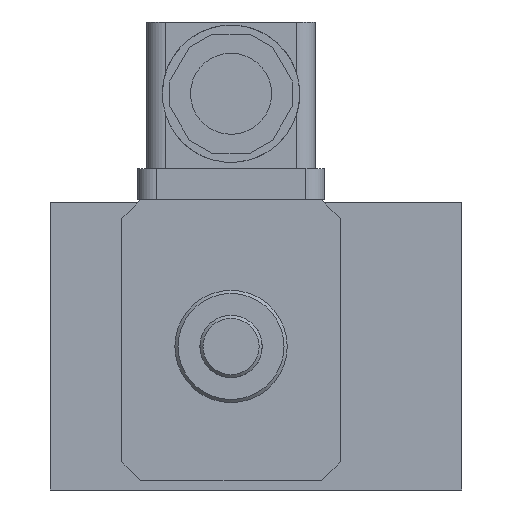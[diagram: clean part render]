
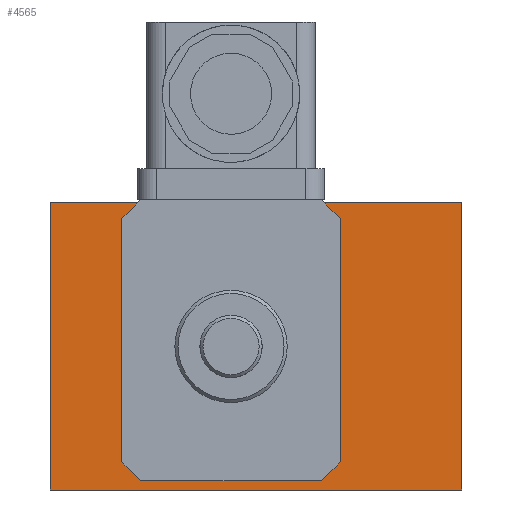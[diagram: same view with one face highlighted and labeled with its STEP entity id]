
A CAD part, left-side view. The second image highlights one B-rep face of the part: STEP entity #4565.
In plain terms, the highlighted planar face has unit normal (-1, 0, 0).
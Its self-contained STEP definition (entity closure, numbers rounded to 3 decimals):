
#50=CIRCLE('',#4771,14.);
#362=FACE_BOUND('',#1053,.T.);
#484=PLANE('',#4842);
#731=FACE_OUTER_BOUND('',#1052,.T.);
#1052=EDGE_LOOP('',(#3987,#3988,#3989,#3990));
#1053=EDGE_LOOP('',(#3991));
#1414=LINE('',#7438,#1790);
#1432=LINE('',#7886,#1808);
#1434=LINE('',#7889,#1810);
#1436=LINE('',#7892,#1812);
#1790=VECTOR('',#5346,66.);
#1808=VECTOR('',#5592,66.);
#1810=VECTOR('',#5596,46.);
#1812=VECTOR('',#5600,46.);
#2300=VERTEX_POINT('',#7435);
#2301=VERTEX_POINT('',#7437);
#2344=VERTEX_POINT('',#7773);
#2383=VERTEX_POINT('',#7883);
#2384=VERTEX_POINT('',#7885);
#2848=EDGE_CURVE('',#2300,#2301,#1414,.T.);
#2905=EDGE_CURVE('',#2344,#2344,#50,.T.);
#2947=EDGE_CURVE('',#2383,#2384,#1432,.T.);
#2949=EDGE_CURVE('',#2301,#2383,#1434,.T.);
#2951=EDGE_CURVE('',#2300,#2384,#1436,.T.);
#3987=ORIENTED_EDGE('',*,*,#2951,.T.);
#3988=ORIENTED_EDGE('',*,*,#2947,.F.);
#3989=ORIENTED_EDGE('',*,*,#2949,.F.);
#3990=ORIENTED_EDGE('',*,*,#2848,.F.);
#3991=ORIENTED_EDGE('',*,*,#2905,.T.);
#4565=ADVANCED_FACE('',(#731,#362),#484,.F.);
#4771=AXIS2_PLACEMENT_3D('',#7774,#5450,#5451);
#4842=AXIS2_PLACEMENT_3D('',#7891,#5598,#5599);
#5346=DIRECTION('',(0.,-1.,0.));
#5450=DIRECTION('center_axis',(1.,0.,0.));
#5451=DIRECTION('ref_axis',(0.,1.,0.));
#5592=DIRECTION('',(0.,1.,0.));
#5596=DIRECTION('',(0.,0.,-1.));
#5598=DIRECTION('center_axis',(1.,0.,0.));
#5599=DIRECTION('ref_axis',(0.,0.,-1.));
#5600=DIRECTION('',(0.,0.,-1.));
#7435=CARTESIAN_POINT('',(223.,66.,91.));
#7437=CARTESIAN_POINT('',(223.,0.,91.));
#7438=CARTESIAN_POINT('',(223.,33.,91.));
#7773=CARTESIAN_POINT('',(223.,23.,68.));
#7774=CARTESIAN_POINT('Origin',(223.,37.,68.));
#7883=CARTESIAN_POINT('',(223.,0.,45.));
#7885=CARTESIAN_POINT('',(223.,66.,45.));
#7886=CARTESIAN_POINT('',(223.,33.,45.));
#7889=CARTESIAN_POINT('',(223.,0.,68.));
#7891=CARTESIAN_POINT('Origin',(223.,33.,68.));
#7892=CARTESIAN_POINT('',(223.,66.,68.));
